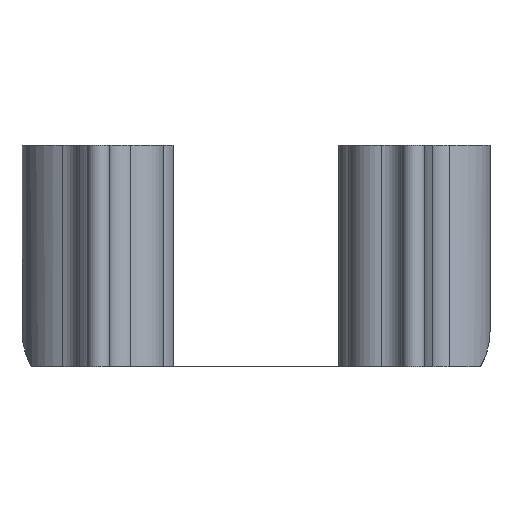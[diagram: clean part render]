
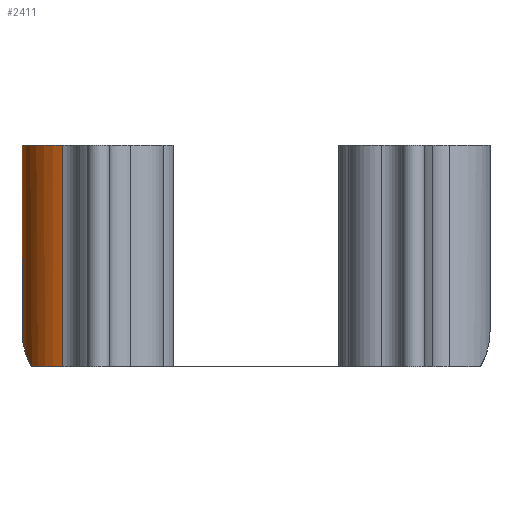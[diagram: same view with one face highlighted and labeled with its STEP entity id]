
A CAD part, front view. The second image highlights one B-rep face of the part: STEP entity #2411.
In plain terms, the highlighted cylindrical face has radius 7.62 mm (diameter 15.24 mm), a partial arc.
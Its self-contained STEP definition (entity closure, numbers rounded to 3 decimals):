
#2052=AXIS2_PLACEMENT_3D('Circle Axis2P3D',#2050,#2051,$) ;
#2152=AXIS2_PLACEMENT_3D('Circle Axis2P3D',#2150,#2151,$) ;
#2389=AXIS2_PLACEMENT_3D('Cylinder Axis2P3D',#2386,#2387,#2388) ;
#1726=CARTESIAN_POINT('Line Origine',(-21.843,-28.285,15.5)) ;
#1730=CARTESIAN_POINT('Vertex',(-21.843,-28.285,3.)) ;
#1732=CARTESIAN_POINT('Vertex',(-21.843,-28.285,28.)) ;
#2042=CARTESIAN_POINT('Vertex',(-25.336,-25.233,3.)) ;
#2050=CARTESIAN_POINT('Axis2P3D Location',(-18.814,-21.293,3.)) ;
#2147=CARTESIAN_POINT('Vertex',(-26.434,-21.293,28.)) ;
#2150=CARTESIAN_POINT('Axis2P3D Location',(-18.814,-21.293,28.)) ;
#2295=CARTESIAN_POINT('Control Point',(-25.336,-25.233,3.)) ;
#2296=CARTESIAN_POINT('Control Point',(-25.898,-24.304,3.929)) ;
#2297=CARTESIAN_POINT('Control Point',(-26.255,-23.314,4.919)) ;
#2298=CARTESIAN_POINT('Control Point',(-26.434,-22.304,5.929)) ;
#2299=CARTESIAN_POINT('Control Point',(-26.434,-21.293,6.94)) ;
#2300=CARTESIAN_POINT('Vertex',(-26.434,-21.293,6.94)) ;
#2386=CARTESIAN_POINT('Axis2P3D Location',(-18.814,-21.293,15.5)) ;
#2391=CARTESIAN_POINT('Line Origine',(-26.434,-21.293,15.5)) ;
#2395=CARTESIAN_POINT('Vertex',(-26.434,-21.293,10.62)) ;
#2398=CARTESIAN_POINT('Line Origine',(-26.434,-21.293,15.5)) ;
#1727=DIRECTION('Vector Direction',(0.,0.,1.)) ;
#2051=DIRECTION('Axis2P3D Direction',(0.,-0.,1.)) ;
#2151=DIRECTION('Axis2P3D Direction',(0.,-0.,1.)) ;
#2387=DIRECTION('Axis2P3D Direction',(0.,-0.,1.)) ;
#2388=DIRECTION('Axis2P3D XDirection',(-1.,0.,0.)) ;
#2392=DIRECTION('Vector Direction',(0.,0.,1.)) ;
#2399=DIRECTION('Vector Direction',(0.,0.,1.)) ;
#1728=VECTOR('Line Direction',#1727,1.) ;
#2393=VECTOR('Line Direction',#2392,1.) ;
#2400=VECTOR('Line Direction',#2399,1.) ;
#2404=ORIENTED_EDGE('',*,*,#2054,.T.) ;
#2405=ORIENTED_EDGE('',*,*,#1734,.T.) ;
#2406=ORIENTED_EDGE('',*,*,#2154,.F.) ;
#2407=ORIENTED_EDGE('',*,*,#2397,.F.) ;
#2408=ORIENTED_EDGE('',*,*,#2402,.T.) ;
#2409=ORIENTED_EDGE('',*,*,#2302,.F.) ;
#2411=ADVANCED_FACE('',(#2410),#2390,.T.) ;
#2294=B_SPLINE_CURVE_WITH_KNOTS('',4,(#2295,#2296,#2297,#2298,#2299),.UNSPECIFIED.,.F.,.U.,(5,5),(0.,8.085),.UNSPECIFIED.) ;
#2053=CIRCLE('generated circle',#2052,7.62) ;
#2153=CIRCLE('generated circle',#2152,7.62) ;
#2390=CYLINDRICAL_SURFACE('generated cylinder',#2389,7.62) ;
#1734=EDGE_CURVE('',#1731,#1733,#1729,.T.) ;
#2054=EDGE_CURVE('',#2043,#1731,#2053,.T.) ;
#2154=EDGE_CURVE('',#2148,#1733,#2153,.T.) ;
#2302=EDGE_CURVE('',#2043,#2301,#2294,.T.) ;
#2397=EDGE_CURVE('',#2396,#2148,#2394,.T.) ;
#2402=EDGE_CURVE('',#2396,#2301,#2401,.F.) ;
#2403=EDGE_LOOP('',(#2404,#2405,#2406,#2407,#2408,#2409)) ;
#2410=FACE_OUTER_BOUND('',#2403,.T.) ;
#1729=LINE('Line',#1726,#1728) ;
#2394=LINE('Line',#2391,#2393) ;
#2401=LINE('Line',#2398,#2400) ;
#1731=VERTEX_POINT('',#1730) ;
#1733=VERTEX_POINT('',#1732) ;
#2043=VERTEX_POINT('',#2042) ;
#2148=VERTEX_POINT('',#2147) ;
#2301=VERTEX_POINT('',#2300) ;
#2396=VERTEX_POINT('',#2395) ;
